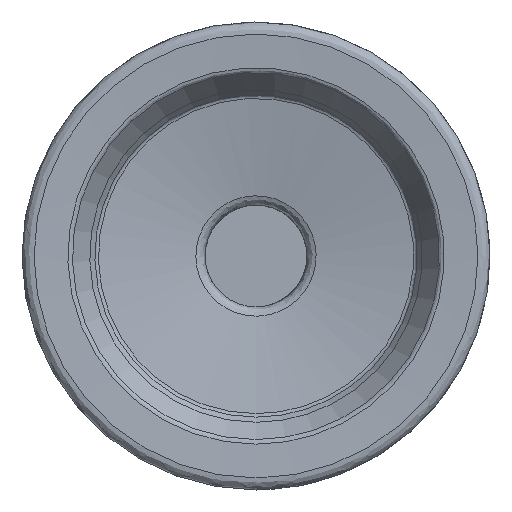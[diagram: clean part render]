
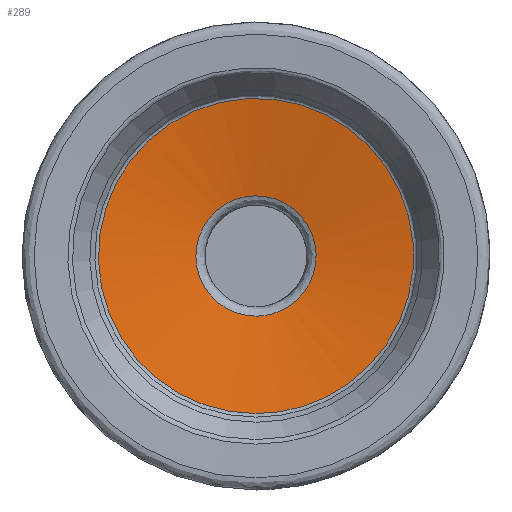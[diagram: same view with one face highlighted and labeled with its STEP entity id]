
A CAD part, left-side view. The second image highlights one B-rep face of the part: STEP entity #289.
In plain terms, the highlighted face is a revolution surface.
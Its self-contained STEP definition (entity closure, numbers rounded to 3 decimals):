
#38=LINE('',#999,#48);
#48=VECTOR('',#839,3.389);
#69=SURFACE_OF_REVOLUTION('',#38,#91);
#91=AXIS1_PLACEMENT('',#1000,#840);
#289=ADVANCED_FACE('',(#362,#363),#69,.T.);
#362=FACE_BOUND('',#438,.T.);
#363=FACE_BOUND('',#439,.T.);
#438=EDGE_LOOP('',(#514));
#439=EDGE_LOOP('',(#515));
#514=ORIENTED_EDGE('',*,*,#596,.F.);
#515=ORIENTED_EDGE('',*,*,#595,.T.);
#557=VERTEX_POINT('',#994);
#558=VERTEX_POINT('',#998);
#595=EDGE_CURVE('',#557,#557,#633,.T.);
#596=EDGE_CURVE('',#558,#558,#634,.T.);
#633=CIRCLE('',#692,2.057);
#634=CIRCLE('',#694,5.388);
#692=AXIS2_PLACEMENT_3D('',#993,#832,#833);
#694=AXIS2_PLACEMENT_3D('',#997,#837,#838);
#832=DIRECTION('',(1.,0.,0.));
#833=DIRECTION('',(0.,0.,-1.));
#837=DIRECTION('',(1.,0.,0.));
#838=DIRECTION('',(0.,0.,-1.));
#839=DIRECTION('',(-0.173,-0.985,0.015));
#840=DIRECTION('',(1.,0.,0.));
#993=CARTESIAN_POINT('',(2.007,0.,0.));
#994=CARTESIAN_POINT('',(2.007,0.,-2.057));
#997=CARTESIAN_POINT('',(1.419,0.,0.));
#998=CARTESIAN_POINT('',(1.419,0.,-5.388));
#999=CARTESIAN_POINT('',(2.007,-2.05,-0.169));
#1000=CARTESIAN_POINT('',(25.,0.,0.));
